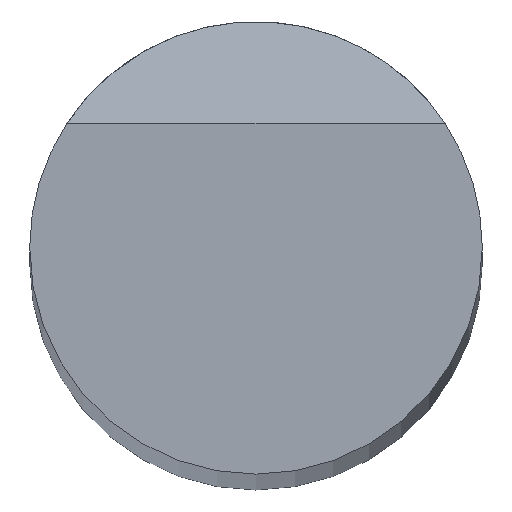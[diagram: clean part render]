
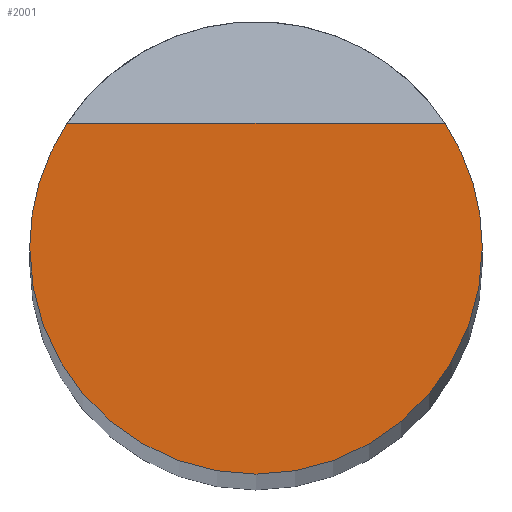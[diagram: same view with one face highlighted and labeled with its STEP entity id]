
A CAD part, top view. The second image highlights one B-rep face of the part: STEP entity #2001.
In plain terms, the highlighted planar face has unit normal (0, 0, 1).
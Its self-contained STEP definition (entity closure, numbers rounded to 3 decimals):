
#13 = ORIENTED_EDGE ( 'NONE', *, *, #1178, .T. ) ;
#253 = DIRECTION ( 'NONE',  ( 1., 0., 0. ) ) ;
#271 = AXIS2_PLACEMENT_3D ( 'NONE', #3412, #307, #3513 ) ;
#307 = DIRECTION ( 'NONE',  ( 0., 0., 1. ) ) ;
#429 = ORIENTED_EDGE ( 'NONE', *, *, #1106, .F. ) ;
#607 = CIRCLE ( 'NONE', #3557, 25. ) ;
#691 = DIRECTION ( 'NONE',  ( 1., 0., 0. ) ) ;
#1106 = EDGE_CURVE ( 'NONE', #4578, #4027, #3872, .T. ) ;
#1178 = EDGE_CURVE ( 'NONE', #4171, #4403, #4880, .T. ) ;
#1287 = AXIS2_PLACEMENT_3D ( 'NONE', #3920, #5144, #5117 ) ;
#1488 = CARTESIAN_POINT ( 'NONE',  ( 0., 0., 1004.494 ) ) ;
#1940 = CARTESIAN_POINT ( 'NONE',  ( 0., 0., 1004.494 ) ) ;
#2001 = ADVANCED_FACE ( 'NONE', ( #4303 ), #3629, .T. ) ;
#2249 = CARTESIAN_POINT ( 'NONE',  ( 20.879, 13.75, 1004.494 ) ) ;
#2511 = EDGE_CURVE ( 'NONE', #4403, #4027, #607, .T. ) ;
#2642 = AXIS2_PLACEMENT_3D ( 'NONE', #1488, #2681, #691 ) ;
#2681 = DIRECTION ( 'NONE',  ( 0., 0., 1. ) ) ;
#2694 = CARTESIAN_POINT ( 'NONE',  ( -20.879, 13.75, 1004.494 ) ) ;
#2741 = DIRECTION ( 'NONE',  ( 1., 0., 0. ) ) ;
#2888 = EDGE_CURVE ( 'NONE', #4578, #4171, #2978, .T. ) ;
#2978 = CIRCLE ( 'NONE', #2642, 25. ) ;
#3102 = DIRECTION ( 'NONE',  ( 0., 0., 1. ) ) ;
#3117 = CARTESIAN_POINT ( 'NONE',  ( -25., 0., 1004.494 ) ) ;
#3408 = ORIENTED_EDGE ( 'NONE', *, *, #2511, .T. ) ;
#3412 = CARTESIAN_POINT ( 'NONE',  ( 0., 0., 1004.494 ) ) ;
#3513 = DIRECTION ( 'NONE',  ( 1., 0., 0. ) ) ;
#3557 = AXIS2_PLACEMENT_3D ( 'NONE', #1940, #3102, #2741 ) ;
#3564 = ORIENTED_EDGE ( 'NONE', *, *, #2888, .T. ) ;
#3629 = PLANE ( 'NONE',  #1287 ) ;
#3739 = CARTESIAN_POINT ( 'NONE',  ( 25., 0., 1004.494 ) ) ;
#3872 = LINE ( 'NONE', #5048, #4710 ) ;
#3920 = CARTESIAN_POINT ( 'NONE',  ( 0., 0., 1004.494 ) ) ;
#4027 = VERTEX_POINT ( 'NONE', #2249 ) ;
#4104 = EDGE_LOOP ( 'NONE', ( #3564, #13, #3408, #429 ) ) ;
#4171 = VERTEX_POINT ( 'NONE', #3117 ) ;
#4303 = FACE_OUTER_BOUND ( 'NONE', #4104, .T. ) ;
#4403 = VERTEX_POINT ( 'NONE', #3739 ) ;
#4578 = VERTEX_POINT ( 'NONE', #2694 ) ;
#4710 = VECTOR ( 'NONE', #253, 1000. ) ;
#4880 = CIRCLE ( 'NONE', #271, 25. ) ;
#5048 = CARTESIAN_POINT ( 'NONE',  ( 25.001, 13.75, 1004.494 ) ) ;
#5117 = DIRECTION ( 'NONE',  ( 1., 0., 0. ) ) ;
#5144 = DIRECTION ( 'NONE',  ( 0., 0., 1. ) ) ;
